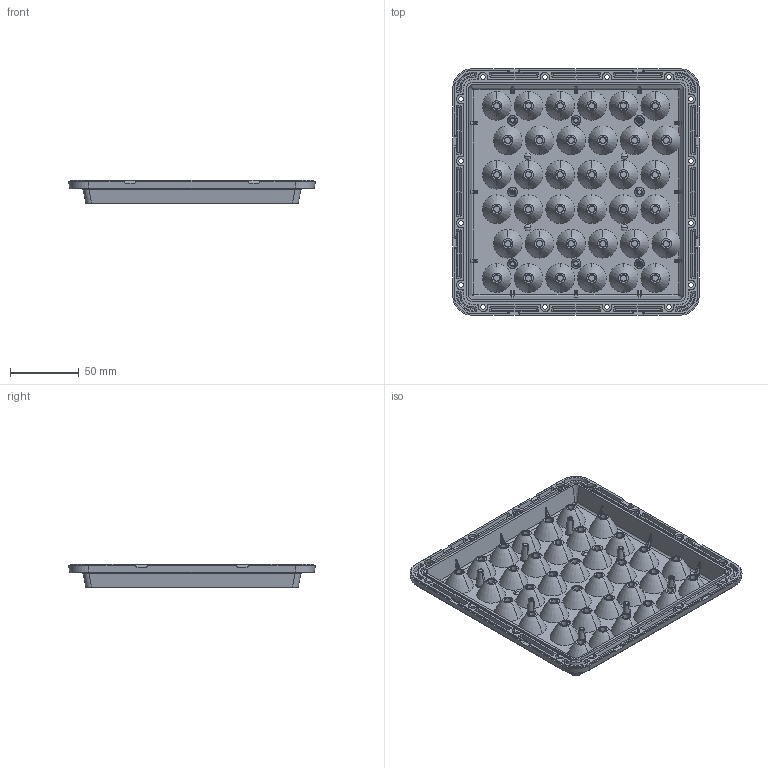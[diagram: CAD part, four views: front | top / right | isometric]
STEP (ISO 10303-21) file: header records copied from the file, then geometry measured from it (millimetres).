
FILE_DESCRIPTION((''),'2;1');
FILE_NAME('JY-24214-C3610-180180','2025-02-18T10:56:03',('Administrator'),(''),'CREO PARAMETRIC BY PTC INC, 2022414','CREO PARAMETRIC BY PTC INC, 2022414','');
FILE_SCHEMA(('CONFIG_CONTROL_DESIGN','SHAPE_APPEARANCE_LAYERS_GROUPS'));
Products named in the file (1): JY-24214-C3610-180180
Bounding box: 178.91 x 178.91 x 16.83 mm (x, y, z)
Volume: 173357.3 mm3; surface area: 101399.3 mm2
Topology: 1 solids, 1 shells, 1252 faces, 3217 edges, 2060 vertices
Faces by surface type: plane 347, cylinder 320, cone 202, bspline 149, torus 98, revolution 72, extrusion 48, sphere 16
Entity records: 56710 total; most frequent: CARTESIAN_POINT 24535, ORIENTED_EDGE 6394, DIRECTION 5906, EDGE_CURVE 3197, AXIS2_PLACEMENT_3D 2264, VERTEX_POINT 2060, EDGE_LOOP 1397, VECTOR 1306
